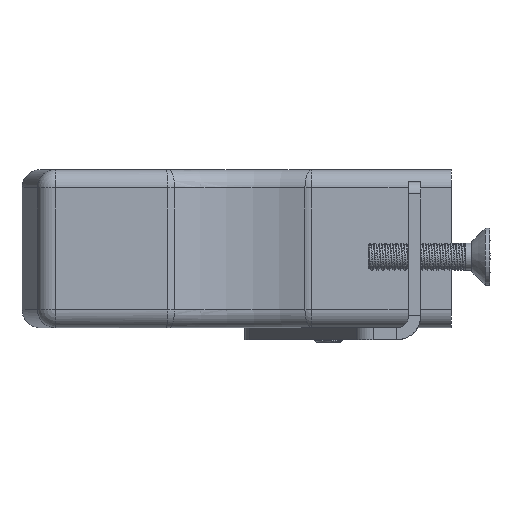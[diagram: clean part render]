
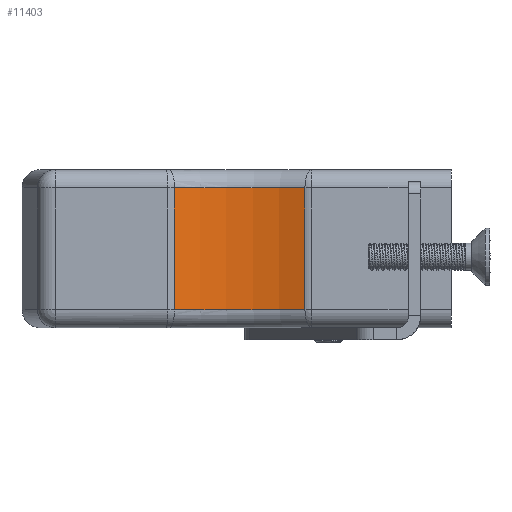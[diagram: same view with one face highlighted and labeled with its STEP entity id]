
A CAD part, front view. The second image highlights one B-rep face of the part: STEP entity #11403.
In plain terms, the highlighted cylindrical face has radius 14.625 mm (diameter 29.25 mm), a partial arc.
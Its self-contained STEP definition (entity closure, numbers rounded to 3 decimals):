
#557 = CYLINDRICAL_SURFACE ( 'NONE', #7360, 14.625 ) ;
#1124 = AXIS2_PLACEMENT_3D ( 'NONE', #10685, #6014, #9174 ) ;
#1317 = VERTEX_POINT ( 'NONE', #13085 ) ;
#2090 = CARTESIAN_POINT ( 'NONE',  ( -22.767, -12.395, 6.5 ) ) ;
#2857 = CIRCLE ( 'NONE', #1124, 14.625 ) ;
#3205 = VERTEX_POINT ( 'NONE', #11108 ) ;
#3600 = VECTOR ( 'NONE', #5403, 1000. ) ;
#5371 = CARTESIAN_POINT ( 'NONE',  ( -22.767, -12.395, 5. ) ) ;
#5403 = DIRECTION ( 'NONE',  ( 0., 0., -1. ) ) ;
#5475 = VECTOR ( 'NONE', #13023, 1000. ) ;
#5792 = EDGE_CURVE ( 'NONE', #6457, #3205, #2857, .T. ) ;
#6014 = DIRECTION ( 'NONE',  ( 0., 0., -1. ) ) ;
#6213 = ORIENTED_EDGE ( 'NONE', *, *, #14911, .F. ) ;
#6457 = VERTEX_POINT ( 'NONE', #15932 ) ;
#7360 = AXIS2_PLACEMENT_3D ( 'NONE', #11065, #7980, #14509 ) ;
#7377 = ORIENTED_EDGE ( 'NONE', *, *, #5792, .T. ) ;
#7706 = DIRECTION ( 'NONE',  ( 1., 0., 0. ) ) ;
#7778 = CARTESIAN_POINT ( 'NONE',  ( -17.4, -26., 5. ) ) ;
#7980 = DIRECTION ( 'NONE',  ( 0., 0., -1. ) ) ;
#8395 = AXIS2_PLACEMENT_3D ( 'NONE', #7778, #12395, #7706 ) ;
#8491 = LINE ( 'NONE', #11678, #3600 ) ;
#9174 = DIRECTION ( 'NONE',  ( 1., 0., 0. ) ) ;
#10685 = CARTESIAN_POINT ( 'NONE',  ( -17.4, -26., -5. ) ) ;
#11065 = CARTESIAN_POINT ( 'NONE',  ( -17.4, -26., 6.5 ) ) ;
#11108 = CARTESIAN_POINT ( 'NONE',  ( -12.033, -12.395, -5. ) ) ;
#11403 = ADVANCED_FACE ( 'NONE', ( #14593 ), #557, .F. ) ;
#11569 = ORIENTED_EDGE ( 'NONE', *, *, #18337, .T. ) ;
#11678 = CARTESIAN_POINT ( 'NONE',  ( -12.033, -12.395, 6.5 ) ) ;
#12174 = CIRCLE ( 'NONE', #8395, 14.625 ) ;
#12395 = DIRECTION ( 'NONE',  ( 0., 0., 1. ) ) ;
#13023 = DIRECTION ( 'NONE',  ( 0., 0., -1. ) ) ;
#13085 = CARTESIAN_POINT ( 'NONE',  ( -12.033, -12.395, 5. ) ) ;
#13113 = ORIENTED_EDGE ( 'NONE', *, *, #15969, .T. ) ;
#14509 = DIRECTION ( 'NONE',  ( -1., 0., 0. ) ) ;
#14593 = FACE_OUTER_BOUND ( 'NONE', #19374, .T. ) ;
#14911 = EDGE_CURVE ( 'NONE', #1317, #3205, #8491, .T. ) ;
#15089 = LINE ( 'NONE', #2090, #5475 ) ;
#15932 = CARTESIAN_POINT ( 'NONE',  ( -22.767, -12.395, -5. ) ) ;
#15969 = EDGE_CURVE ( 'NONE', #1317, #18600, #12174, .T. ) ;
#18337 = EDGE_CURVE ( 'NONE', #18600, #6457, #15089, .T. ) ;
#18600 = VERTEX_POINT ( 'NONE', #5371 ) ;
#19374 = EDGE_LOOP ( 'NONE', ( #11569, #7377, #6213, #13113 ) ) ;
